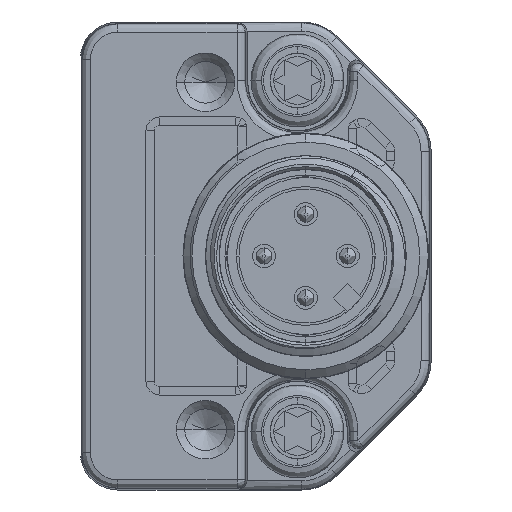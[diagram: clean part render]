
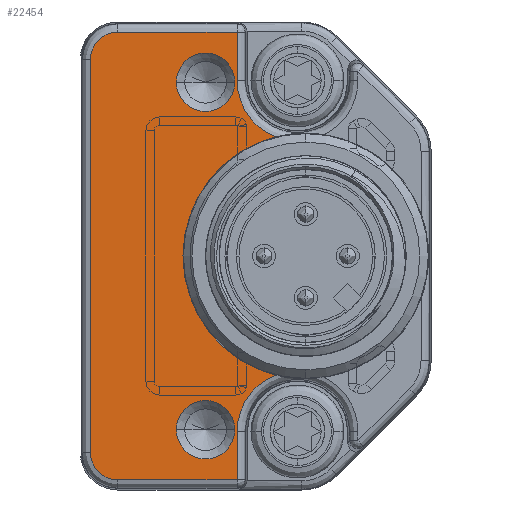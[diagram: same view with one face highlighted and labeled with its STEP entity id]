
A CAD part, left-side view. The second image highlights one B-rep face of the part: STEP entity #22454.
In plain terms, the highlighted planar face has unit normal (-1, 0, 0).
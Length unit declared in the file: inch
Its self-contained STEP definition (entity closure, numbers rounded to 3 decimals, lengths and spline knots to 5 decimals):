
#5811=CARTESIAN_POINT('',(-0.49213,0.31496,
-0.41339));
#5812=DIRECTION('',(1.,0.,0.));
#5813=DIRECTION('',(0.,1.,0.));
#5814=AXIS2_PLACEMENT_3D('',#5811,#5812,#5813);
#5816=DIRECTION('',(0.,0.,1.));
#5817=VECTOR('',#5816,0.11399);
#5818=CARTESIAN_POINT('',(-0.49213,0.45723,
-0.52737));
#5819=LINE('',#5818,#5817);
#5820=DIRECTION('',(0.,-1.,0.));
#5821=VECTOR('',#5820,0.28096);
#5822=CARTESIAN_POINT('',(-0.49213,0.73819,
-0.52737));
#5823=LINE('',#5822,#5821);
#5824=CARTESIAN_POINT('',(-0.49213,0.73819,
-0.4626));
#5825=DIRECTION('',(-1.,0.,0.));
#5826=DIRECTION('',(0.,1.,0.));
#5827=AXIS2_PLACEMENT_3D('',#5824,#5825,#5826);
#5829=DIRECTION('',(0.,0.,-1.));
#5830=VECTOR('',#5829,0.9252);
#5831=CARTESIAN_POINT('',(-0.49213,0.80296,
0.4626));
#5832=LINE('',#5831,#5830);
#5833=CARTESIAN_POINT('',(-0.49213,0.73819,
0.4626));
#5834=DIRECTION('',(-1.,0.,0.));
#5835=DIRECTION('',(0.,0.,1.));
#5836=AXIS2_PLACEMENT_3D('',#5833,#5834,#5835);
#5838=DIRECTION('',(0.,1.,0.));
#5839=VECTOR('',#5838,0.28096);
#5840=CARTESIAN_POINT('',(-0.49213,0.45723,
0.52737));
#5841=LINE('',#5840,#5839);
#5842=DIRECTION('',(0.,0.,1.));
#5843=VECTOR('',#5842,0.11399);
#5844=CARTESIAN_POINT('',(-0.49213,0.45723,
0.41339));
#5845=LINE('',#5844,#5843);
#5846=CARTESIAN_POINT('',(-0.49213,0.31496,
0.41339));
#5847=DIRECTION('',(1.,0.,0.));
#5848=DIRECTION('',(0.,0.359,-0.933));
#5849=AXIS2_PLACEMENT_3D('',#5846,#5847,#5848);
#5851=CARTESIAN_POINT('',(-0.49213,0.29528,0.));
#5852=DIRECTION('',(-1.,0.,0.));
#5853=DIRECTION('',(0.,0.244,0.97));
#5854=AXIS2_PLACEMENT_3D('',#5851,#5852,#5853);
#5856=CARTESIAN_POINT('',(-0.49213,0.5315,
-0.40915));
#5857=DIRECTION('',(1.,0.,0.));
#5858=DIRECTION('',(0.,1.,0.));
#5859=AXIS2_PLACEMENT_3D('',#5856,#5857,#5858);
#5861=CARTESIAN_POINT('',(-0.49213,0.5315,
-0.40915));
#5862=DIRECTION('',(1.,0.,0.));
#5863=DIRECTION('',(0.,-1.,0.));
#5864=AXIS2_PLACEMENT_3D('',#5861,#5862,#5863);
#5866=CARTESIAN_POINT('',(-0.49213,0.5315,
0.40915));
#5867=DIRECTION('',(1.,0.,0.));
#5868=DIRECTION('',(0.,1.,0.));
#5869=AXIS2_PLACEMENT_3D('',#5866,#5867,#5868);
#5871=CARTESIAN_POINT('',(-0.49213,0.5315,
0.40915));
#5872=DIRECTION('',(1.,0.,0.));
#5873=DIRECTION('',(0.,-1.,0.));
#5874=AXIS2_PLACEMENT_3D('',#5871,#5872,#5873);
#12494=CARTESIAN_POINT('',(-0.49213,0.80296,
-0.4626));
#12495=CARTESIAN_POINT('',(-0.49213,0.73819,
-0.52737));
#12496=VERTEX_POINT('',#12494);
#12497=VERTEX_POINT('',#12495);
#12502=CARTESIAN_POINT('',(-0.49213,0.80296,
0.4626));
#12503=VERTEX_POINT('',#12502);
#12506=CARTESIAN_POINT('',(-0.49213,0.73819,
0.52737));
#12507=VERTEX_POINT('',#12506);
#12530=CARTESIAN_POINT('',(-0.49213,0.60039,
-0.40915));
#12531=CARTESIAN_POINT('',(-0.49213,0.4626,
-0.40915));
#12532=VERTEX_POINT('',#12530);
#12533=VERTEX_POINT('',#12531);
#12538=CARTESIAN_POINT('',(-0.49213,0.60039,
0.40915));
#12539=CARTESIAN_POINT('',(-0.49213,0.4626,
0.40915));
#12540=VERTEX_POINT('',#12538);
#12541=VERTEX_POINT('',#12539);
#12574=CARTESIAN_POINT('',(-0.49213,0.45723,
-0.41339));
#12575=CARTESIAN_POINT('',(-0.49213,0.366,
-0.28059));
#12576=VERTEX_POINT('',#12574);
#12577=VERTEX_POINT('',#12575);
#12578=CARTESIAN_POINT('',(-0.49213,0.45723,
-0.52737));
#12579=VERTEX_POINT('',#12578);
#12602=CARTESIAN_POINT('',(-0.49213,0.366,
0.28059));
#12603=CARTESIAN_POINT('',(-0.49213,0.45723,
0.41339));
#12604=VERTEX_POINT('',#12602);
#12605=VERTEX_POINT('',#12603);
#12606=CARTESIAN_POINT('',(-0.49213,0.45723,
0.52737));
#12607=VERTEX_POINT('',#12606);
#22417=CARTESIAN_POINT('',(-0.49213,0.,0.));
#22418=DIRECTION('',(-1.,0.,0.));
#22419=DIRECTION('',(0.,0.,1.));
#22420=AXIS2_PLACEMENT_3D('',#22417,#22418,#22419);
#22421=PLANE('',#22420);
#22423=ORIENTED_EDGE('',*,*,#22422,.F.);
#22424=ORIENTED_EDGE('',*,*,#22407,.F.);
#22425=ORIENTED_EDGE('',*,*,#22384,.F.);
#22427=ORIENTED_EDGE('',*,*,#22426,.F.);
#22429=ORIENTED_EDGE('',*,*,#22428,.F.);
#22431=ORIENTED_EDGE('',*,*,#22430,.F.);
#22433=ORIENTED_EDGE('',*,*,#22432,.F.);
#22435=ORIENTED_EDGE('',*,*,#22434,.F.);
#22437=ORIENTED_EDGE('',*,*,#22436,.F.);
#22439=ORIENTED_EDGE('',*,*,#22438,.T.);
#22440=EDGE_LOOP('',(#22423,#22424,#22425,#22427,#22429,#22431,#22433,#22435,
#22437,#22439));
#22441=FACE_OUTER_BOUND('',#22440,.F.);
#22443=ORIENTED_EDGE('',*,*,#22442,.F.);
#22445=ORIENTED_EDGE('',*,*,#22444,.F.);
#22446=EDGE_LOOP('',(#22443,#22445));
#22447=FACE_BOUND('',#22446,.F.);
#22449=ORIENTED_EDGE('',*,*,#22448,.F.);
#22451=ORIENTED_EDGE('',*,*,#22450,.F.);
#22452=EDGE_LOOP('',(#22449,#22451));
#22453=FACE_BOUND('',#22452,.F.);
#22454=ADVANCED_FACE('',(#22441,#22447,#22453),#22421,.T.);
#5815=CIRCLE('',#5814,0.14227);
#5828=CIRCLE('',#5827,0.06477);
#5837=CIRCLE('',#5836,0.06477);
#5850=CIRCLE('',#5849,0.14227);
#5855=CIRCLE('',#5854,0.28937);
#5860=CIRCLE('',#5859,0.0689);
#5865=CIRCLE('',#5864,0.0689);
#5870=CIRCLE('',#5869,0.0689);
#5875=CIRCLE('',#5874,0.0689);
#22384=EDGE_CURVE('',#12497,#12579,#5823,.T.);
#22407=EDGE_CURVE('',#12579,#12576,#5819,.T.);
#22422=EDGE_CURVE('',#12576,#12577,#5815,.T.);
#22426=EDGE_CURVE('',#12496,#12497,#5828,.T.);
#22428=EDGE_CURVE('',#12503,#12496,#5832,.T.);
#22430=EDGE_CURVE('',#12507,#12503,#5837,.T.);
#22432=EDGE_CURVE('',#12607,#12507,#5841,.T.);
#22434=EDGE_CURVE('',#12605,#12607,#5845,.T.);
#22436=EDGE_CURVE('',#12604,#12605,#5850,.T.);
#22438=EDGE_CURVE('',#12604,#12577,#5855,.T.);
#22442=EDGE_CURVE('',#12532,#12533,#5860,.T.);
#22444=EDGE_CURVE('',#12533,#12532,#5865,.T.);
#22448=EDGE_CURVE('',#12540,#12541,#5870,.T.);
#22450=EDGE_CURVE('',#12541,#12540,#5875,.T.);
